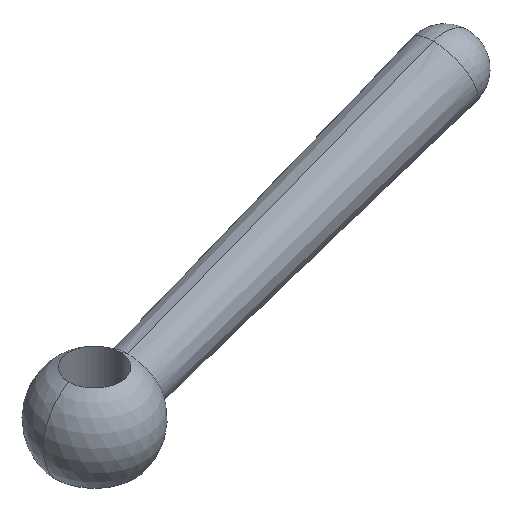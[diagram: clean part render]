
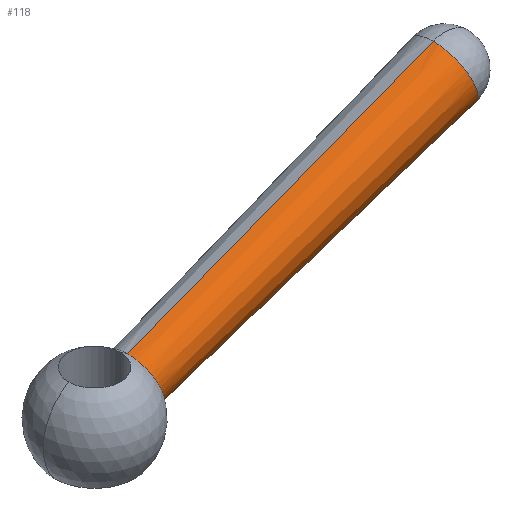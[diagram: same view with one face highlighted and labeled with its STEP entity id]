
A CAD part, isometric view. The second image highlights one B-rep face of the part: STEP entity #118.
In plain terms, the highlighted conical face has half-angle 1.123 degrees and reference radius 4.5 mm.
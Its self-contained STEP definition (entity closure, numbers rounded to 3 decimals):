
#68=EDGE_CURVE('',#98,#120,#164,.T.);
#76=EDGE_CURVE('',#114,#126,#173,.T.);
#86=EDGE_CURVE('',#126,#98,#184,.T.);
#98=VERTEX_POINT('',#198);
#106=EDGE_CURVE('',#120,#114,#207,.T.);
#114=VERTEX_POINT('',#215);
#118=ADVANCED_FACE('',(#220),#221,.T.);
#120=VERTEX_POINT('',#223);
#126=VERTEX_POINT('',#230);
#164=LINE('',#262,#263);
#173=LINE('',#275,#276);
#184=CIRCLE('',#288,4.999);
#198=CARTESIAN_POINT('',(56.12,0.,20.106));
#207=CIRCLE('',#316,4.);
#215=CARTESIAN_POINT('',(5.142,0.,11.128));
#220=FACE_OUTER_BOUND('',#332,.T.);
#221=CONICAL_SURFACE('',#333,4.5,0.02);
#223=CARTESIAN_POINT('',(7.878,0.,3.611));
#230=CARTESIAN_POINT('',(52.7,0.,29.501));
#262=CARTESIAN_POINT('',(31.999,0.,11.858));
#263=VECTOR('',#371,1.0);
#275=CARTESIAN_POINT('',(28.921,0.,20.315));
#276=VECTOR('',#385,1.0);
#288=AXIS2_PLACEMENT_3D('',#398,#399,#400);
#316=AXIS2_PLACEMENT_3D('',#429,#430,#431);
#332=EDGE_LOOP('',(#445,#446,#447,#448));
#333=AXIS2_PLACEMENT_3D('',#449,#450,#451);
#371=DIRECTION('',(-0.946,0.,-0.324));
#385=DIRECTION('',(0.933,0.,0.36));
#398=CARTESIAN_POINT('',(54.41,0.,24.804));
#399=DIRECTION('',(0.94,0.,0.342));
#400=DIRECTION('',(-0.342,0.,0.94));
#429=CARTESIAN_POINT('',(6.51,0.,7.37));
#430=DIRECTION('',(-0.94,0.,-0.342));
#431=DIRECTION('',(0.342,0.0,-0.94));
#445=ORIENTED_EDGE('',*,*,#76,.F.);
#446=ORIENTED_EDGE('',*,*,#106,.F.);
#447=ORIENTED_EDGE('',*,*,#68,.F.);
#448=ORIENTED_EDGE('',*,*,#86,.F.);
#449=CARTESIAN_POINT('',(30.46,0.,16.087));
#450=DIRECTION('',(0.94,0.,0.342));
#451=DIRECTION('',(-0.342,0.,0.94));
